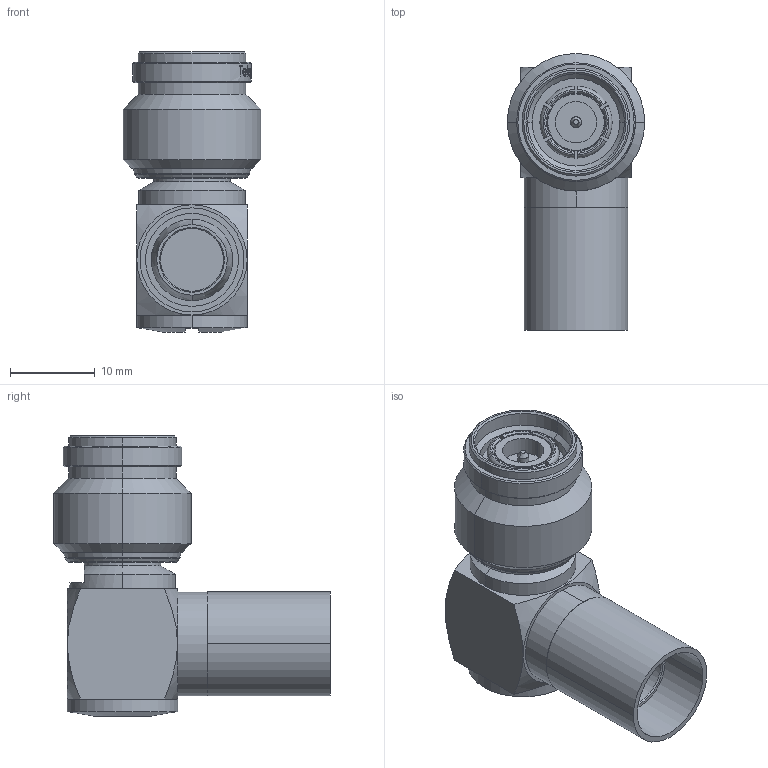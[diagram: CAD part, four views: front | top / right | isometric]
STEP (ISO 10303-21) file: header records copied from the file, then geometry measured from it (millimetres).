
FILE_DESCRIPTION (( 'STEP AP214' ), '1' );
FILE_NAME ('J01010A0066.STEP', '2019-07-04T13:27:58', ( '' ), ( '' ), 'SwSTEP 2.0', 'SolidWorks 2018', '' );
FILE_SCHEMA (( 'AUTOMOTIVE_DESIGN' ));
Length unit declared in the file: millimetre
Products named in the file (1): J01010A0066
Bounding box: 16.2 x 32.6 x 33 mm (x, y, z)
Volume: 6344.3 mm3; surface area: 3563.9 mm2
Topology: 1 solids, 1 shells, 313 faces, 769 edges, 494 vertices
Faces by surface type: plane 105, bspline 83, cylinder 67, cone 50, torus 8
Entity records: 18254 total; most frequent: CARTESIAN_POINT 8187, ORIENTED_EDGE 1538, DIRECTION 1096, EDGE_CURVE 769, VERTEX_POINT 494, AXIS2_PLACEMENT_3D 431, EDGE_LOOP 349, B_SPLINE_CURVE_WITH_KNOTS 321
